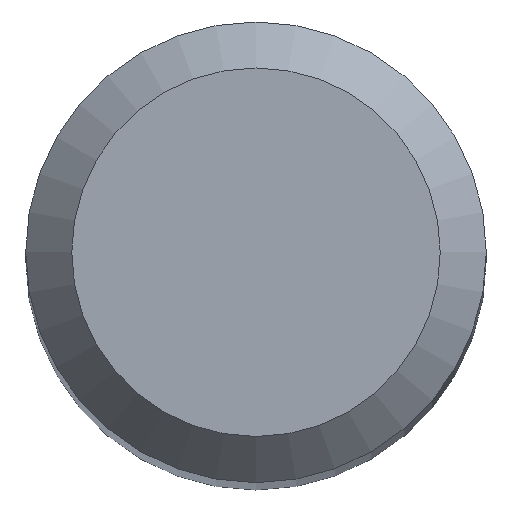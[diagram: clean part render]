
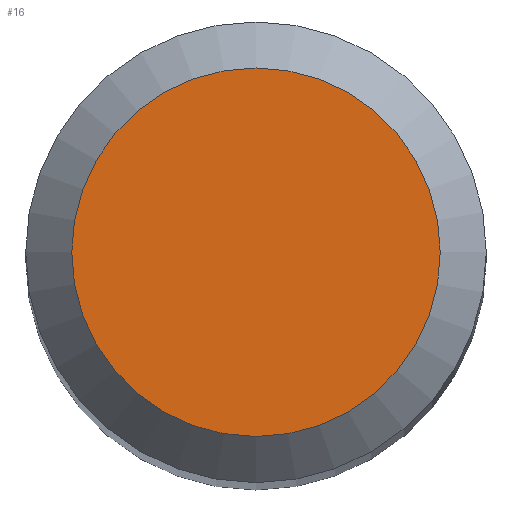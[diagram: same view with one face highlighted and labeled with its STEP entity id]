
A CAD part, top view. The second image highlights one B-rep face of the part: STEP entity #16.
In plain terms, the highlighted planar face has unit normal (0, 0, 1).
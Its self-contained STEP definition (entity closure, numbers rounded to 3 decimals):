
#9 = VERTEX_POINT ( 'NONE', #41 ) ;
#16 = ADVANCED_FACE ( 'NONE', ( #222 ), #76, .F. ) ;
#41 = CARTESIAN_POINT ( 'NONE',  ( 0., 1.2, 38. ) ) ;
#75 = CIRCLE ( 'NONE', #198, 1.2 ) ;
#76 = PLANE ( 'NONE',  #99 ) ;
#99 = AXIS2_PLACEMENT_3D ( 'NONE', #107, #138, #122 ) ;
#107 = CARTESIAN_POINT ( 'NONE',  ( 0., 0., 38. ) ) ;
#109 = CARTESIAN_POINT ( 'NONE',  ( 0., 0., 38. ) ) ;
#122 = DIRECTION ( 'NONE',  ( 0., 1., 0. ) ) ;
#138 = DIRECTION ( 'NONE',  ( 0., 0., -1. ) ) ;
#170 = DIRECTION ( 'NONE',  ( 0., 0., -1. ) ) ;
#192 = ORIENTED_EDGE ( 'NONE', *, *, #202, .F. ) ;
#198 = AXIS2_PLACEMENT_3D ( 'NONE', #109, #170, #223 ) ;
#202 = EDGE_CURVE ( 'NONE', #9, #9, #75, .T. ) ;
#210 = EDGE_LOOP ( 'NONE', ( #192 ) ) ;
#222 = FACE_OUTER_BOUND ( 'NONE', #210, .T. ) ;
#223 = DIRECTION ( 'NONE',  ( 0., 1., 0. ) ) ;
